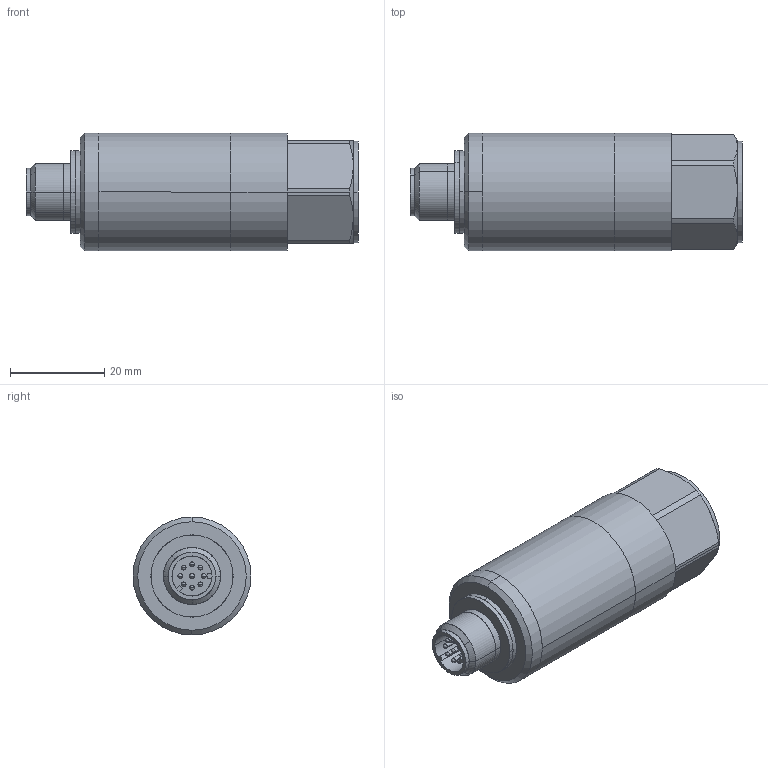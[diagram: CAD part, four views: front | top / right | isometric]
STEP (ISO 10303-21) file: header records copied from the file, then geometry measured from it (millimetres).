
FILE_DESCRIPTION (( 'STEP AP214' ), '1' );
FILE_NAME ('DPS50GC-TB-A3-CC-H0-PA.STEP', '2024-07-12T13:16:52', ( '' ), ( '' ), 'SwSTEP 2.0', 'SolidWorks 2023', '' );
FILE_SCHEMA (( 'AUTOMOTIVE_DESIGN' ));
Length unit declared in the file: millimetre
Products named in the file (13): 125m6178-1.stp; 158-147_GLASS_1.stp.SLDPRT; 225-185.stp; da6819_asm.stp; DPS50GC-TB-A3-CC-H0-PA; 158-346_ASM_1.stp.SLDASM; 226-323.stp; 158-346_PIN_1.stp.SLDPRT; 158-346_GLASS_1.stp.SLDPRT; 158-346_SHELL_1.stp.SLDPRT; 158-347_ASM_1.stp.SLDASM; 205-101-01_1.stp.SLDPRT; 223-979_1.stp.SLDPRT
Assembly tree (21 placements, depth 4):
  DPS50GC-TB-A3-CC-H0-PA
    226-323.stp
    225-185.stp
    da6819_asm.stp
      158-346_ASM_1.stp.SLDASM
        158-346_SHELL_1.stp.SLDPRT
        158-346_GLASS_1.stp.SLDPRT
        158-346_PIN_1.stp.SLDPRT  x4
        205-101-01_1.stp.SLDPRT
      158-347_ASM_1.stp.SLDASM
        158-346_SHELL_1.stp.SLDPRT
        158-147_GLASS_1.stp.SLDPRT
        158-346_PIN_1.stp.SLDPRT  x5
      223-979_1.stp.SLDPRT
    125m6178-1.stp
Bounding box: 70.5 x 25.02 x 25.02 mm (x, y, z)
Volume: 3448.7 mm3; surface area: 17640.9 mm2
Topology: 14 solids, 24 shells, 417 faces, 937 edges, 562 vertices
Faces by surface type: cylinder 168, plane 139, bspline 46, cone 38, torus 26
Entity records: 8925 total; most frequent: CARTESIAN_POINT 2747, DIRECTION 1321, ORIENTED_EDGE 1098, AXIS2_PLACEMENT_3D 568, EDGE_CURVE 559, VERTEX_POINT 350, EDGE_LOOP 317, CIRCLE 304
